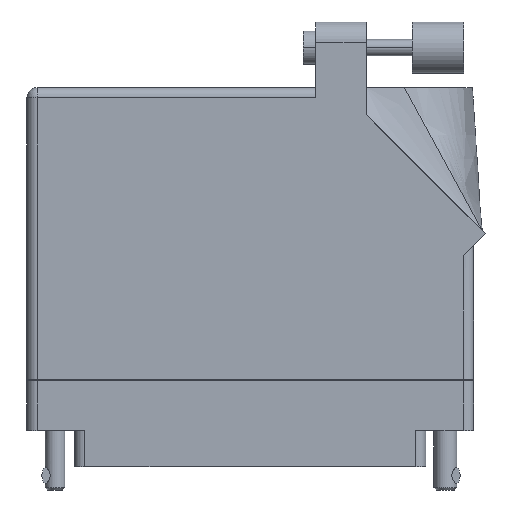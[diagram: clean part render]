
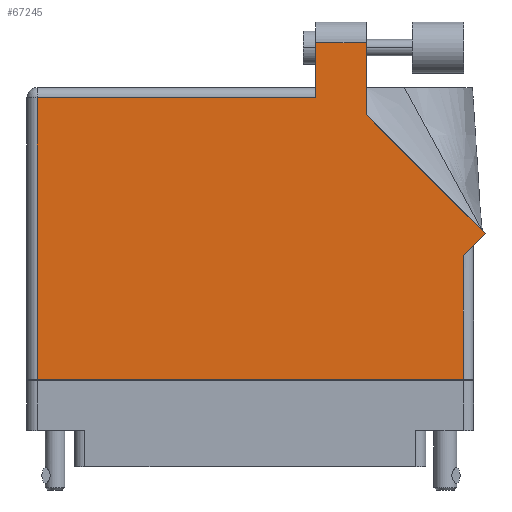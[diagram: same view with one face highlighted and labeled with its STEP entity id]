
A CAD part, front view. The second image highlights one B-rep face of the part: STEP entity #67245.
In plain terms, the highlighted face is planar.
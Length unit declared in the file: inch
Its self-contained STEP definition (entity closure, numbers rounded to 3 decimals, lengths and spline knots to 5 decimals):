
#58 = EDGE_CURVE ( 'NONE', #46542, #57245, #57994, .T. ) ;
#672 = VERTEX_POINT ( 'NONE', #42010 ) ;
#3084 = CARTESIAN_POINT ( 'NONE',  ( -1.297, -0.1, 0.617 ) ) ;
#4582 = CARTESIAN_POINT ( 'NONE',  ( 0.399, 1.613, 0.617 ) ) ;
#6532 = CARTESIAN_POINT ( 'NONE',  ( -1.359, -0.1, 0.617 ) ) ;
#7667 = CARTESIAN_POINT ( 'NONE',  ( -1.297, 1.613, 0.617 ) ) ;
#8538 = EDGE_CURVE ( 'NONE', #57245, #25851, #56515, .T. ) ;
#8703 = VECTOR ( 'NONE', #20270, 39.37008 ) ;
#8778 = DIRECTION ( 'NONE',  ( -0.707, 0.707, 0. ) ) ;
#12617 = ORIENTED_EDGE ( 'NONE', *, *, #35633, .T. ) ;
#12648 = VERTEX_POINT ( 'NONE', #58345 ) ;
#12918 = CARTESIAN_POINT ( 'NONE',  ( -1.297, -0.1, 0.617 ) ) ;
#13251 = EDGE_CURVE ( 'NONE', #68056, #672, #57967, .T. ) ;
#16865 = CARTESIAN_POINT ( 'NONE',  ( 1.297, -0.1, 0.617 ) ) ;
#17198 = CARTESIAN_POINT ( 'NONE',  ( -1.359, 1.675, 0.617 ) ) ;
#17242 = EDGE_CURVE ( 'NONE', #12648, #68056, #67783, .T. ) ;
#17440 = DIRECTION ( 'NONE',  ( 0., 0., -1. ) ) ;
#18796 = VERTEX_POINT ( 'NONE', #62134 ) ;
#18986 = ORIENTED_EDGE ( 'NONE', *, *, #13251, .T. ) ;
#20270 = DIRECTION ( 'NONE',  ( 0., 1., 0. ) ) ;
#21325 = CARTESIAN_POINT ( 'NONE',  ( 0.399, 1.95, 0.617 ) ) ;
#25037 = VECTOR ( 'NONE', #37749, 39.37008 ) ;
#25851 = VERTEX_POINT ( 'NONE', #16865 ) ;
#27581 = DIRECTION ( 'NONE',  ( 0., -1., 0. ) ) ;
#28198 = VERTEX_POINT ( 'NONE', #4582 ) ;
#28371 = DIRECTION ( 'NONE',  ( 0.707, 0.707, 0. ) ) ;
#29034 = ORIENTED_EDGE ( 'NONE', *, *, #51398, .T. ) ;
#29964 = FACE_OUTER_BOUND ( 'NONE', #31242, .T. ) ;
#31242 = EDGE_LOOP ( 'NONE', ( #18986, #31626, #71259, #29034, #63932, #44296, #40959, #12617, #65028 ) ) ;
#31626 = ORIENTED_EDGE ( 'NONE', *, *, #40577, .T. ) ;
#32384 = LINE ( 'NONE', #59810, #64584 ) ;
#32508 = LINE ( 'NONE', #51667, #50490 ) ;
#32644 = DIRECTION ( 'NONE',  ( 0., -1., 0. ) ) ;
#35633 = EDGE_CURVE ( 'NONE', #18796, #12648, #32508, .T. ) ;
#37749 = DIRECTION ( 'NONE',  ( -1., 0., 0. ) ) ;
#40577 = EDGE_CURVE ( 'NONE', #672, #48419, #52095, .T. ) ;
#40959 = ORIENTED_EDGE ( 'NONE', *, *, #45915, .T. ) ;
#41375 = CARTESIAN_POINT ( 'NONE',  ( 0.399, 1.95, 0.617 ) ) ;
#42010 = CARTESIAN_POINT ( 'NONE',  ( 0.706, 1.95, 0.617 ) ) ;
#43520 = CARTESIAN_POINT ( 'NONE',  ( 0.706, 1.50942, 0.617 ) ) ;
#44296 = ORIENTED_EDGE ( 'NONE', *, *, #8538, .T. ) ;
#45111 = VECTOR ( 'NONE', #8778, 39.37008 ) ;
#45915 = EDGE_CURVE ( 'NONE', #25851, #18796, #32384, .T. ) ;
#46542 = VERTEX_POINT ( 'NONE', #7667 ) ;
#48419 = VERTEX_POINT ( 'NONE', #21325 ) ;
#50490 = VECTOR ( 'NONE', #28371, 39.37008 ) ;
#50707 = CARTESIAN_POINT ( 'NONE',  ( -1.359, 1.613, 0.617 ) ) ;
#51398 = EDGE_CURVE ( 'NONE', #28198, #46542, #61022, .T. ) ;
#51637 = CARTESIAN_POINT ( 'NONE',  ( 1.42971, 0.78571, 0.617 ) ) ;
#51667 = CARTESIAN_POINT ( 'NONE',  ( 1.359, 0.715, 0.617 ) ) ;
#52095 = LINE ( 'NONE', #41375, #69017 ) ;
#52100 = VECTOR ( 'NONE', #27581, 39.37008 ) ;
#53459 = DIRECTION ( 'NONE',  ( 0., 1., 0. ) ) ;
#56515 = LINE ( 'NONE', #6532, #67828 ) ;
#57245 = VERTEX_POINT ( 'NONE', #3084 ) ;
#57967 = LINE ( 'NONE', #43520, #8703 ) ;
#57994 = LINE ( 'NONE', #12918, #65516 ) ;
#58345 = CARTESIAN_POINT ( 'NONE',  ( 1.42971, 0.78571, 0.617 ) ) ;
#59686 = DIRECTION ( 'NONE',  ( -1., 0., 0. ) ) ;
#59810 = CARTESIAN_POINT ( 'NONE',  ( 1.297, 0.715, 0.617 ) ) ;
#61022 = LINE ( 'NONE', #50707, #25037 ) ;
#61583 = LINE ( 'NONE', #63305, #52100 ) ;
#62134 = CARTESIAN_POINT ( 'NONE',  ( 1.297, 0.653, 0.617 ) ) ;
#63305 = CARTESIAN_POINT ( 'NONE',  ( 0.399, 1.675, 0.617 ) ) ;
#63932 = ORIENTED_EDGE ( 'NONE', *, *, #58, .T. ) ;
#64584 = VECTOR ( 'NONE', #53459, 39.37008 ) ;
#65028 = ORIENTED_EDGE ( 'NONE', *, *, #17242, .T. ) ;
#65516 = VECTOR ( 'NONE', #32644, 39.37008 ) ;
#66057 = PLANE ( 'NONE',  #74535 ) ;
#67092 = DIRECTION ( 'NONE',  ( 1., 0., 0. ) ) ;
#67245 = ADVANCED_FACE ( 'NONE', ( #29964 ), #66057, .F. ) ;
#67783 = LINE ( 'NONE', #51637, #45111 ) ;
#67828 = VECTOR ( 'NONE', #67092, 39.37008 ) ;
#68056 = VERTEX_POINT ( 'NONE', #75773 ) ;
#69017 = VECTOR ( 'NONE', #59686, 39.37008 ) ;
#71259 = ORIENTED_EDGE ( 'NONE', *, *, #71543, .T. ) ;
#71543 = EDGE_CURVE ( 'NONE', #48419, #28198, #61583, .T. ) ;
#74535 = AXIS2_PLACEMENT_3D ( 'NONE', #17198, #17440, #78277 ) ;
#75773 = CARTESIAN_POINT ( 'NONE',  ( 0.706, 1.50942, 0.617 ) ) ;
#78277 = DIRECTION ( 'NONE',  ( -1., 0., 0. ) ) ;
